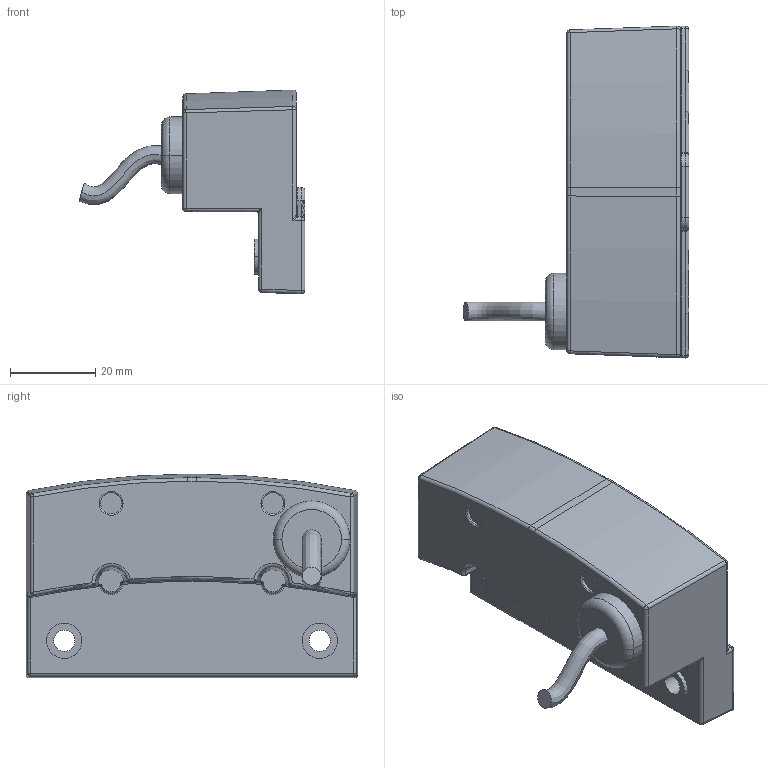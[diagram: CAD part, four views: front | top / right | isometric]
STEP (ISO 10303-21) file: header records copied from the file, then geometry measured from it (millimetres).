
FILE_DESCRIPTION(('CATIA V5 STEP Exchange','CAx-IF Rec.Pracs.--- Model Styling and Organization---1.4--- 2014-01-23','CAx-IF Rec.Pracs.---3D Tessellated Data Validation Properties---0.5---2014-09-14'),'2;1');
FILE_NAME('STEP_CAL19138_-_TST.stp','2022-03-29T13:10:27+00:00',('none'),('none'),'CATIA Version 5-6 Release 2019 SP3','CATIA V5 STEP AP242 v1','none');
FILE_SCHEMA(('AP242_MANAGED_MODEL_BASED_3D_ENGINEERING_MIM_LF {1 0 10303 442 1 1 4}'));
Length unit declared in the file: millimetre
Products named in the file (1): CAL19138 - TST
Bounding box: 53.05 x 77.94 x 47.87 mm (x, y, z)
Volume: 68279 mm3; surface area: 14161.3 mm2
Topology: 1 solids, 1 shells, 179 faces, 412 edges, 217 vertices
Faces by surface type: cylinder 52, torus 50, bspline 32, plane 23, sphere 18, cone 4
Entity records: 6537 total; most frequent: CARTESIAN_POINT 3087, ORIENTED_EDGE 768, DIRECTION 534, EDGE_CURVE 384, AXIS2_PLACEMENT_3D 329, VERTEX_POINT 216, CIRCLE 196, EDGE_LOOP 192
